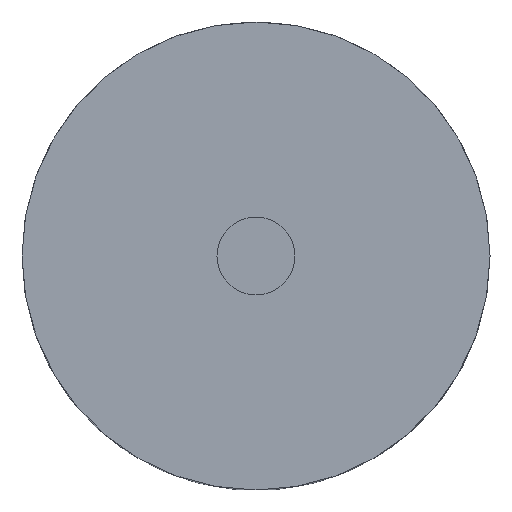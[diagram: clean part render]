
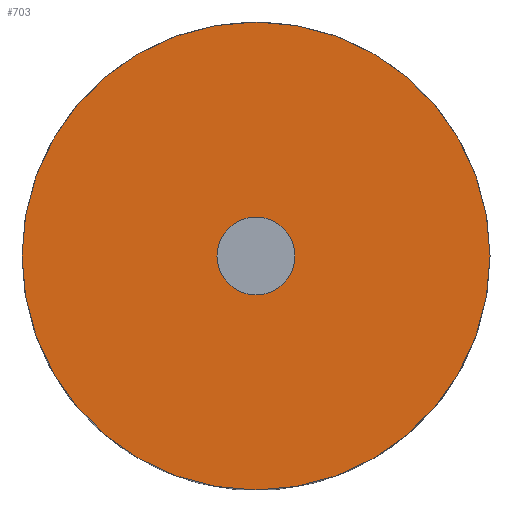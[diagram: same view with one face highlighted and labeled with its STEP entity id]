
A CAD part, top view. The second image highlights one B-rep face of the part: STEP entity #703.
In plain terms, the highlighted planar face has unit normal (0, 0, 1).
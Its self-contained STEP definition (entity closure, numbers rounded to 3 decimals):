
#3 = CARTESIAN_POINT ( 'NONE',  ( 0., 0., 7. ) ) ;
#34 = CARTESIAN_POINT ( 'NONE',  ( 1., 0., 7. ) ) ;
#45 = ORIENTED_EDGE ( 'NONE', *, *, #151, .T. ) ;
#60 = AXIS2_PLACEMENT_3D ( 'NONE', #414, #600, #673 ) ;
#67 = EDGE_CURVE ( 'NONE', #359, #601, #419, .T. ) ;
#115 = EDGE_LOOP ( 'NONE', ( #45, #695 ) ) ;
#119 = FACE_OUTER_BOUND ( 'NONE', #397, .T. ) ;
#128 = VERTEX_POINT ( 'NONE', #442 ) ;
#151 = EDGE_CURVE ( 'NONE', #601, #359, #184, .T. ) ;
#155 = AXIS2_PLACEMENT_3D ( 'NONE', #592, #305, #533 ) ;
#178 = EDGE_CURVE ( 'NONE', #128, #183, #455, .T. ) ;
#183 = VERTEX_POINT ( 'NONE', #506 ) ;
#184 = CIRCLE ( 'NONE', #343, 1. ) ;
#190 = FACE_BOUND ( 'NONE', #115, .T. ) ;
#195 = DIRECTION ( 'NONE',  ( -1., 0., 0. ) ) ;
#205 = DIRECTION ( 'NONE',  ( -1., 0., 0. ) ) ;
#221 = ORIENTED_EDGE ( 'NONE', *, *, #178, .F. ) ;
#277 = CARTESIAN_POINT ( 'NONE',  ( -1., 0., 7. ) ) ;
#305 = DIRECTION ( 'NONE',  ( 0., 0., -1. ) ) ;
#325 = DIRECTION ( 'NONE',  ( 0., 0., -1. ) ) ;
#343 = AXIS2_PLACEMENT_3D ( 'NONE', #493, #677, #372 ) ;
#359 = VERTEX_POINT ( 'NONE', #277 ) ;
#372 = DIRECTION ( 'NONE',  ( 1., 0., 0. ) ) ;
#397 = EDGE_LOOP ( 'NONE', ( #221, #537 ) ) ;
#414 = CARTESIAN_POINT ( 'NONE',  ( 0., 0., 7. ) ) ;
#419 = CIRCLE ( 'NONE', #155, 1. ) ;
#431 = PLANE ( 'NONE',  #60 ) ;
#442 = CARTESIAN_POINT ( 'NONE',  ( -6., 0., 7. ) ) ;
#455 = CIRCLE ( 'NONE', #764, 6. ) ;
#493 = CARTESIAN_POINT ( 'NONE',  ( 0., 0., 7. ) ) ;
#496 = EDGE_CURVE ( 'NONE', #183, #128, #513, .T. ) ;
#506 = CARTESIAN_POINT ( 'NONE',  ( 6., 0., 7. ) ) ;
#513 = CIRCLE ( 'NONE', #611, 6. ) ;
#514 = CARTESIAN_POINT ( 'NONE',  ( 0., 0., 7. ) ) ;
#533 = DIRECTION ( 'NONE',  ( 1., 0., 0. ) ) ;
#537 = ORIENTED_EDGE ( 'NONE', *, *, #496, .F. ) ;
#592 = CARTESIAN_POINT ( 'NONE',  ( 0., 0., 7. ) ) ;
#600 = DIRECTION ( 'NONE',  ( 0., 0., 1. ) ) ;
#601 = VERTEX_POINT ( 'NONE', #34 ) ;
#611 = AXIS2_PLACEMENT_3D ( 'NONE', #514, #325, #205 ) ;
#673 = DIRECTION ( 'NONE',  ( 1., 0., 0. ) ) ;
#677 = DIRECTION ( 'NONE',  ( 0., 0., -1. ) ) ;
#695 = ORIENTED_EDGE ( 'NONE', *, *, #67, .T. ) ;
#703 = ADVANCED_FACE ( 'NONE', ( #190, #119 ), #431, .T. ) ;
#742 = DIRECTION ( 'NONE',  ( 0., 0., -1. ) ) ;
#764 = AXIS2_PLACEMENT_3D ( 'NONE', #3, #742, #195 ) ;
